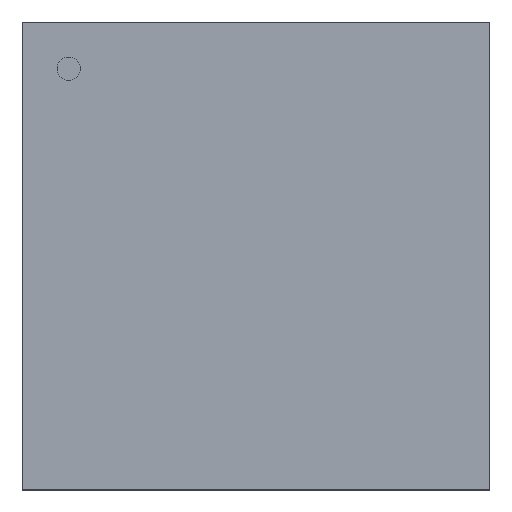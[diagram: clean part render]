
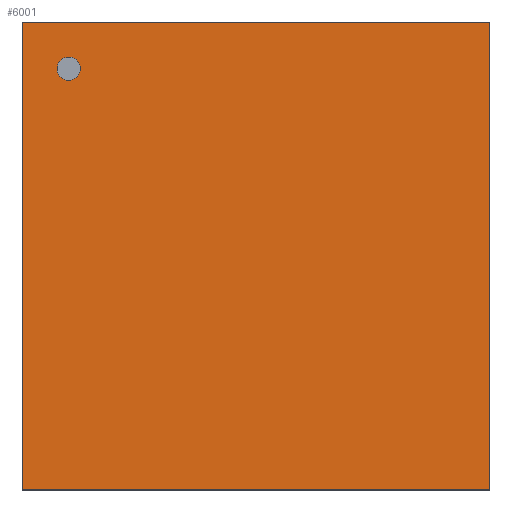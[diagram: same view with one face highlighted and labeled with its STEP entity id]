
A CAD part, top view. The second image highlights one B-rep face of the part: STEP entity #6001.
In plain terms, the highlighted planar face has unit normal (0, 0, 1).
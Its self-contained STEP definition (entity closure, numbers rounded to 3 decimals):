
#5777=CARTESIAN_POINT('',(5.499,-5.499,1.016));
#5776=VERTEX_POINT('',#5777);
#5787=CARTESIAN_POINT('',(-5.499,-5.499,1.016));
#5786=VERTEX_POINT('',#5787);
#5785=EDGE_CURVE('',#5786,#5776,#5790,.T.);
#5790=LINE('',#5787,#5792);
#5792=VECTOR('',#5793,10.998);
#5793=DIRECTION('',(1.0,0.0,0.0));
#5826=CARTESIAN_POINT('',(5.499,5.499,1.016));
#5825=VERTEX_POINT('',#5826);
#5834=EDGE_CURVE('',#5776,#5825,#5839,.T.);
#5839=LINE('',#5777,#5841);
#5841=VECTOR('',#5842,10.998);
#5842=DIRECTION('',(0.0,1.0,0.0));
#5875=CARTESIAN_POINT('',(-5.499,5.499,1.016));
#5874=VERTEX_POINT('',#5875);
#5883=EDGE_CURVE('',#5825,#5874,#5888,.T.);
#5888=LINE('',#5826,#5890);
#5890=VECTOR('',#5891,10.998);
#5891=DIRECTION('',(-1.0,0.0,0.0));
#5932=EDGE_CURVE('',#5874,#5786,#5937,.T.);
#5937=LINE('',#5875,#5939);
#5939=VECTOR('',#5940,10.998);
#5940=DIRECTION('',(0.0,-1.0,0.0));
#6001=ADVANCED_FACE('',(#6007),#6002,.T.);
#6002=PLANE('',#6003);
#6003=AXIS2_PLACEMENT_3D('',#6004,#6005,#6006);
#6004=CARTESIAN_POINT('',(-5.499,-5.499,1.016));
#6005=DIRECTION('',(0.0,0.0,1.0));
#6006=DIRECTION('',(0.,1.,0.));
#6007=FACE_OUTER_BOUND('',#6008,.T.);
#6008=EDGE_LOOP('',(#6009,#6019,#6029,#6039));
#6009=ORIENTED_EDGE('',*,*,#5785,.T.);
#6019=ORIENTED_EDGE('',*,*,#5834,.T.);
#6029=ORIENTED_EDGE('',*,*,#5883,.T.);
#6039=ORIENTED_EDGE('',*,*,#5932,.T.);
